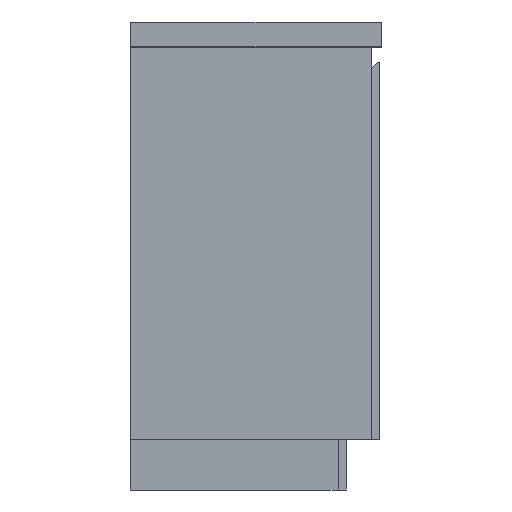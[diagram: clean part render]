
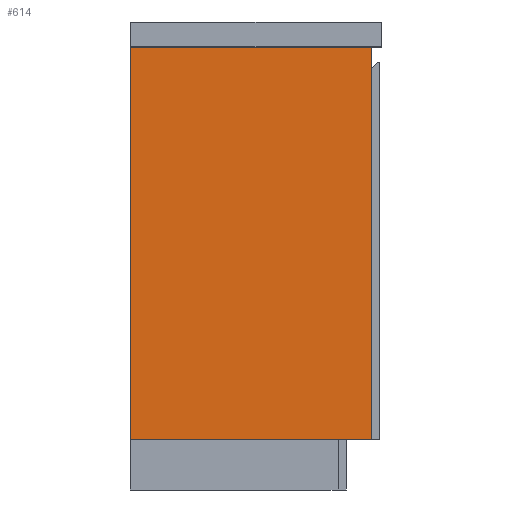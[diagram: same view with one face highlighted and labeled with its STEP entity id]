
A CAD part, left-side view. The second image highlights one B-rep face of the part: STEP entity #614.
In plain terms, the highlighted planar face has unit normal (-1, 0, 0).
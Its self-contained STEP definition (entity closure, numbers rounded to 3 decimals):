
#614=ADVANCED_FACE('',(#765),#2572,.T.);
#765=FACE_OUTER_BOUND('',#916,.T.);
#916=EDGE_LOOP('',(#1404,#1405,#1406,#1407));
#1404=ORIENTED_EDGE('',*,*,#1850,.F.);
#1405=ORIENTED_EDGE('',*,*,#1832,.T.);
#1406=ORIENTED_EDGE('',*,*,#1848,.T.);
#1407=ORIENTED_EDGE('',*,*,#1849,.F.);
#1832=EDGE_CURVE('',#2397,#2399,#2160,.T.);
#1848=EDGE_CURVE('',#2399,#2412,#2176,.T.);
#1849=EDGE_CURVE('',#2413,#2412,#2177,.T.);
#1850=EDGE_CURVE('',#2397,#2413,#2178,.T.);
#2160=B_SPLINE_CURVE_WITH_KNOTS('',1,(#3770,#3771),.UNSPECIFIED.,.F.,.F.,
(2,2),(-780.,0.),.UNSPECIFIED.);
#2176=B_SPLINE_CURVE_WITH_KNOTS('',1,(#3802,#3803),.UNSPECIFIED.,.F.,.F.,
(2,2),(-479.,0.),.UNSPECIFIED.);
#2177=B_SPLINE_CURVE_WITH_KNOTS('',1,(#3804,#3805),.UNSPECIFIED.,.F.,.F.,
(2,2),(-780.,0.),.UNSPECIFIED.);
#2178=B_SPLINE_CURVE_WITH_KNOTS('',1,(#3806,#3807),.UNSPECIFIED.,.F.,.F.,
(2,2),(-479.,0.),.UNSPECIFIED.);
#2397=VERTEX_POINT('',#3745);
#2399=VERTEX_POINT('',#3747);
#2412=VERTEX_POINT('',#3760);
#2413=VERTEX_POINT('',#3761);
#2572=PLANE('',#2850);
#2850=AXIS2_PLACEMENT_3D('',#3737,#3015,$);
#3015=DIRECTION('',(-1.,0.,0.));
#3737=CARTESIAN_POINT('',(-744.,-468.,526.9));
#3745=CARTESIAN_POINT('',(-744.,-390.,479.));
#3747=CARTESIAN_POINT('',(-744.,390.,479.));
#3760=CARTESIAN_POINT('',(-744.,390.,0.));
#3761=CARTESIAN_POINT('',(-744.,-390.,0.));
#3770=CARTESIAN_POINT('',(-744.,-390.,479.));
#3771=CARTESIAN_POINT('',(-744.,390.,479.));
#3802=CARTESIAN_POINT('',(-744.,390.,479.));
#3803=CARTESIAN_POINT('',(-744.,390.,0.));
#3804=CARTESIAN_POINT('',(-744.,-390.,0.));
#3805=CARTESIAN_POINT('',(-744.,390.,0.));
#3806=CARTESIAN_POINT('',(-744.,-390.,479.));
#3807=CARTESIAN_POINT('',(-744.,-390.,0.));
